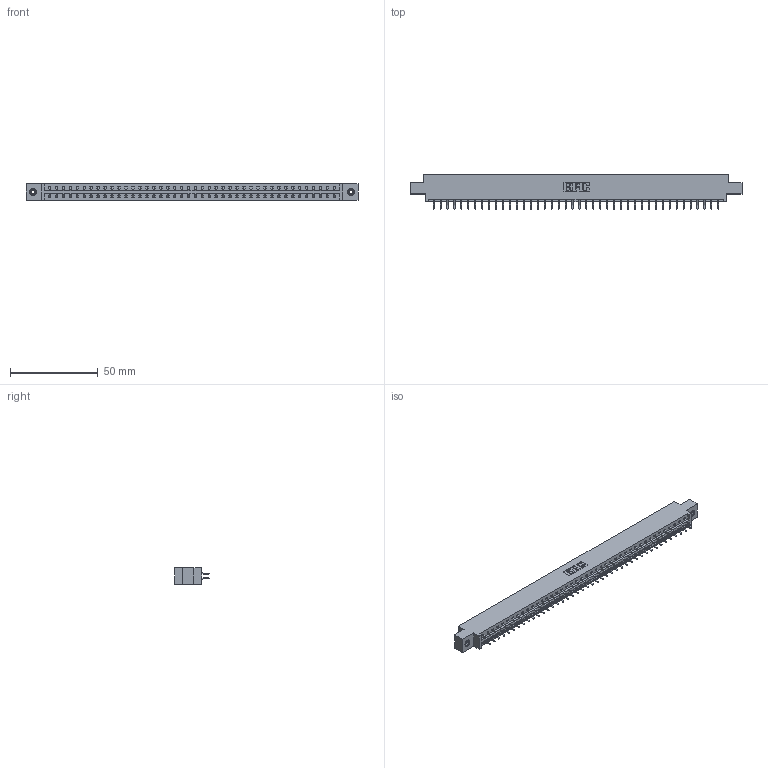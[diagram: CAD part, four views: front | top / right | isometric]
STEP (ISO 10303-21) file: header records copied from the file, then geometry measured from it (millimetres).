
FILE_DESCRIPTION (( 'STEP AP203' ), '1' );
FILE_NAME ('387-084-556-808.STEP', '2019-10-23T02:10:40', ( '' ), ( '' ), 'SwSTEP 2.0', 'SolidWorks 2016', '' );
FILE_SCHEMA (( 'CONFIG_CONTROL_DESIGN' ));
Length unit declared in the file: inch
Products named in the file (4): 337 Part_0.170 Offset - 0.156 Dia-TI; 345-292-001_556 Tail; 387-084-556-808; 345-250-001_345-250-003-102
Assembly tree (87 placements, depth 2):
  387-084-556-808
    337 Part_0.170 Offset - 0.156 Dia-TI
    345-292-001_556 Tail  x84
    345-250-001_345-250-003-102  x2
Bounding box: 189.43 x 19.57 x 9.4 mm (x, y, z)
Volume: 19836.6 mm3; surface area: 22468.5 mm2
Topology: 87 solids, 87 shells, 5218 faces, 15495 edges, 10210 vertices
Faces by surface type: plane 3634, cylinder 1568, cone 12, torus 4
Entity records: 34102 total; most frequent: CARTESIAN_POINT 5741, ORIENTED_EDGE 5658, DIRECTION 4903, EDGE_CURVE 2829, VECTOR 2673, LINE 2673, VERTEX_POINT 1880, AXIS2_PLACEMENT_3D 1115
